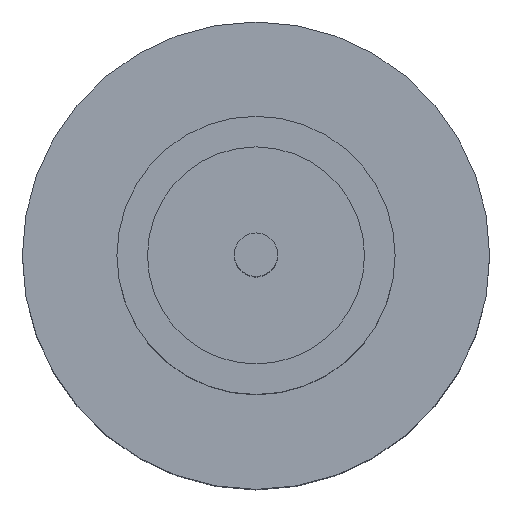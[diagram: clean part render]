
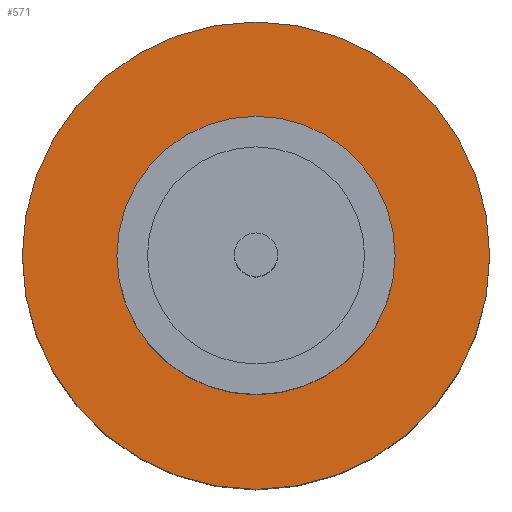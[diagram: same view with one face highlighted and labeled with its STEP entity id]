
A CAD part, top view. The second image highlights one B-rep face of the part: STEP entity #571.
In plain terms, the highlighted planar face has unit normal (0, 0, 1).
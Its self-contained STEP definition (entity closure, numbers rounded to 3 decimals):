
#8 = DIRECTION ( 'NONE',  ( 1., 0., 0. ) ) ;
#33 = VERTEX_POINT ( 'NONE', #661 ) ;
#67 = FACE_BOUND ( 'NONE', #173, .T. ) ;
#71 = VERTEX_POINT ( 'NONE', #425 ) ;
#84 = EDGE_CURVE ( 'NONE', #33, #572, #915, .T. ) ;
#89 = AXIS2_PLACEMENT_3D ( 'NONE', #502, #879, #142 ) ;
#125 = EDGE_LOOP ( 'NONE', ( #711, #761 ) ) ;
#142 = DIRECTION ( 'NONE',  ( 1., 0., 0. ) ) ;
#148 = PLANE ( 'NONE',  #89 ) ;
#173 = EDGE_LOOP ( 'NONE', ( #431, #298 ) ) ;
#189 = AXIS2_PLACEMENT_3D ( 'NONE', #828, #901, #457 ) ;
#190 = DIRECTION ( 'NONE',  ( 1., 0., 0. ) ) ;
#207 = FACE_OUTER_BOUND ( 'NONE', #125, .T. ) ;
#216 = AXIS2_PLACEMENT_3D ( 'NONE', #889, #299, #8 ) ;
#292 = DIRECTION ( 'NONE',  ( 1., 0., 0. ) ) ;
#298 = ORIENTED_EDGE ( 'NONE', *, *, #84, .F. ) ;
#299 = DIRECTION ( 'NONE',  ( 0., 0., 1. ) ) ;
#349 = CIRCLE ( 'NONE', #189, 2.1 ) ;
#357 = CARTESIAN_POINT ( 'NONE',  ( 0., 0., 1.55 ) ) ;
#363 = CARTESIAN_POINT ( 'NONE',  ( 2.1, 0., 1.55 ) ) ;
#425 = CARTESIAN_POINT ( 'NONE',  ( -2.1, 0., 1.55 ) ) ;
#431 = ORIENTED_EDGE ( 'NONE', *, *, #911, .F. ) ;
#435 = DIRECTION ( 'NONE',  ( 0., 0., 1. ) ) ;
#457 = DIRECTION ( 'NONE',  ( 1., 0., 0. ) ) ;
#468 = DIRECTION ( 'NONE',  ( 0., 0., 1. ) ) ;
#502 = CARTESIAN_POINT ( 'NONE',  ( 0., 0., 1.55 ) ) ;
#508 = CARTESIAN_POINT ( 'NONE',  ( 1.25, 0., 1.55 ) ) ;
#526 = VERTEX_POINT ( 'NONE', #363 ) ;
#560 = EDGE_CURVE ( 'NONE', #526, #71, #808, .T. ) ;
#571 = ADVANCED_FACE ( 'NONE', ( #67, #207 ), #148, .T. ) ;
#572 = VERTEX_POINT ( 'NONE', #508 ) ;
#621 = CARTESIAN_POINT ( 'NONE',  ( 0., 0., 1.55 ) ) ;
#628 = AXIS2_PLACEMENT_3D ( 'NONE', #357, #435, #292 ) ;
#661 = CARTESIAN_POINT ( 'NONE',  ( -1.25, 0., 1.55 ) ) ;
#711 = ORIENTED_EDGE ( 'NONE', *, *, #836, .T. ) ;
#740 = AXIS2_PLACEMENT_3D ( 'NONE', #621, #468, #190 ) ;
#744 = CIRCLE ( 'NONE', #740, 1.25 ) ;
#761 = ORIENTED_EDGE ( 'NONE', *, *, #560, .T. ) ;
#808 = CIRCLE ( 'NONE', #628, 2.1 ) ;
#828 = CARTESIAN_POINT ( 'NONE',  ( 0., 0., 1.55 ) ) ;
#836 = EDGE_CURVE ( 'NONE', #71, #526, #349, .T. ) ;
#879 = DIRECTION ( 'NONE',  ( 0., 0., 1. ) ) ;
#889 = CARTESIAN_POINT ( 'NONE',  ( 0., 0., 1.55 ) ) ;
#901 = DIRECTION ( 'NONE',  ( 0., 0., 1. ) ) ;
#911 = EDGE_CURVE ( 'NONE', #572, #33, #744, .T. ) ;
#915 = CIRCLE ( 'NONE', #216, 1.25 ) ;
